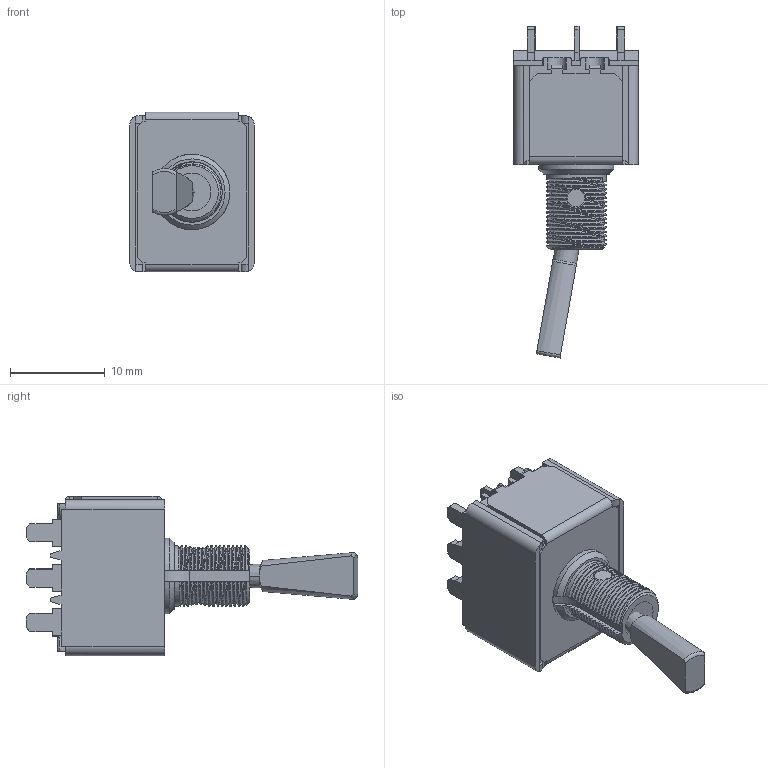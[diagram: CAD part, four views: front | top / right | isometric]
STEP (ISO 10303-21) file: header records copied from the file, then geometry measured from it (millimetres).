
FILE_DESCRIPTION((''),'2;1');
FILE_NAME('5656A9','2014-12-15T',('brevel'),(''),'PRO/ENGINEER BY PARAMETRIC TECHNOLOGY CORPORATION, 2013410','PRO/ENGINEER BY PARAMETRIC TECHNOLOGY CORPORATION, 2013410','');
FILE_SCHEMA(('CONFIG_CONTROL_DESIGN'));
Length unit declared in the file: millimetre
Products named in the file (1): 5656A9
Bounding box: 13.2 x 35.09 x 16.85 mm (x, y, z)
Surface area: 2605 mm2 (no closed solid volume)
Topology: 0 solids, 15 shells, 362 faces, 1105 edges, 757 vertices
Faces by surface type: plane 224, cylinder 63, bspline 58, cone 11, torus 6
Entity records: 17468 total; most frequent: CARTESIAN_POINT 8253, ORIENTED_EDGE 2073, DIRECTION 1548, EDGE_CURVE 1105, VERTEX_POINT 757, VECTOR 692, LINE 692, AXIS2_PLACEMENT_3D 428
